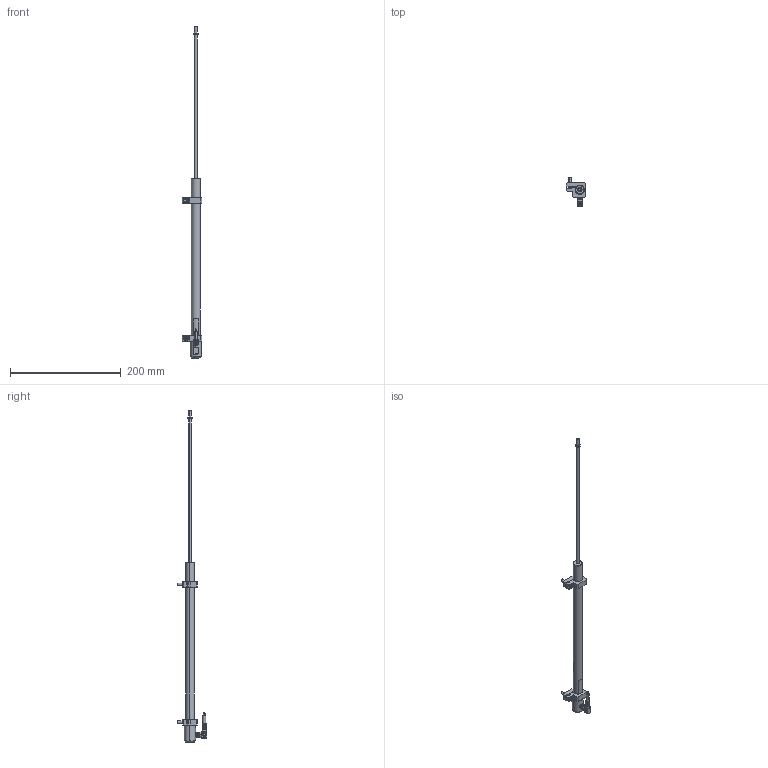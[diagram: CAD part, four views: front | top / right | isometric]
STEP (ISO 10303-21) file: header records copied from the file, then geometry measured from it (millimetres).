
FILE_DESCRIPTION (( 'STEP AP214' ), '1' );
FILE_NAME ('TX2_0250_Stecker_aus_Montageblock.STEP', '2011-01-25T11:58:05', ( 'novotechnik' ), ( 'novotechnik' ), 'SwSTEP 2.0', 'SolidWorks 2010', '' );
FILE_SCHEMA (( 'AUTOMOTIVE_DESIGN' ));
Length unit declared in the file: millimetre
Products named in the file (1): TX2_0250_Stecker_aus_Montageblock
Bounding box: 36 x 52.3 x 598.6 mm (x, y, z)
Surface area: 31108.9 mm2 (no closed solid volume)
Topology: 0 solids, 19 shells, 439 faces, 1409 edges, 923 vertices
Faces by surface type: cylinder 167, plane 160, torus 51, cone 49, bspline 12
Entity records: 20734 total; most frequent: CARTESIAN_POINT 4118, DIRECTION 2508, ORIENTED_EDGE 2184, EDGE_CURVE 1398, VERTEX_POINT 923, AXIS2_PLACEMENT_3D 919, VECTOR 670, LINE 670
